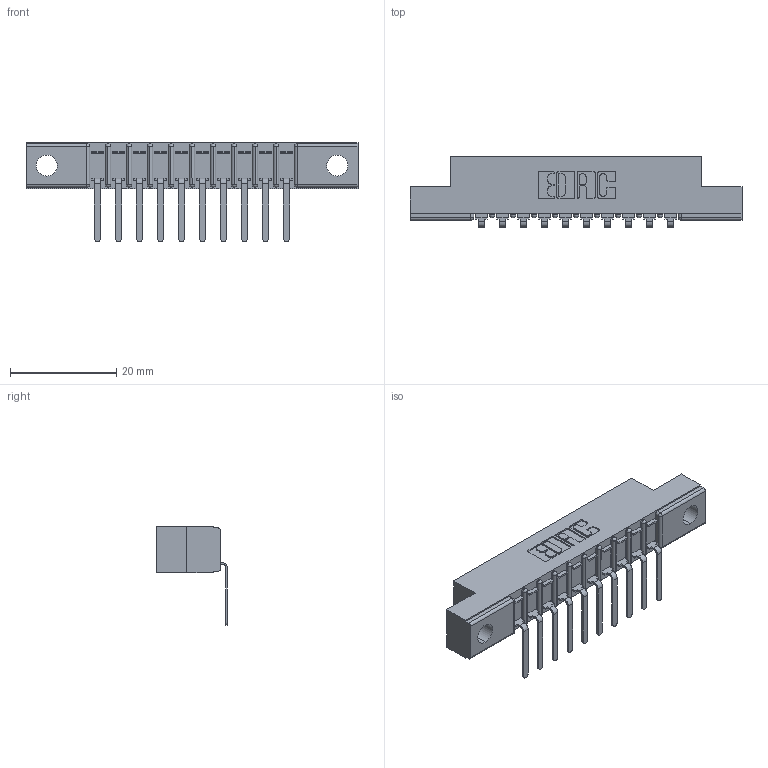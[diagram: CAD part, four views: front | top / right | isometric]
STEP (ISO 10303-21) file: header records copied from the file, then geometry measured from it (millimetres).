
FILE_DESCRIPTION (( 'STEP AP203' ), '1' );
FILE_NAME ('307-010-457-102.STEP', '2020-09-25T08:34:18', ( '' ), ( '' ), 'SwSTEP 2.0', 'SolidWorks 2020', '' );
FILE_SCHEMA (( 'CONFIG_CONTROL_DESIGN' ));
Length unit declared in the file: inch
Products named in the file (3): 307 Part_.128 Dia Mounting Holes; 307-010-457-102; 307-290-002_557
Assembly tree (11 placements, depth 2):
  307-010-457-102
    307 Part_.128 Dia Mounting Holes
    307-290-002_557  x10
Bounding box: 62.64 x 13.32 x 18.67 mm (x, y, z)
Volume: 4068 mm3; surface area: 6744.8 mm2
Topology: 11 solids, 11 shells, 909 faces, 2763 edges, 1810 vertices
Faces by surface type: plane 540, cylinder 347, sphere 22
Entity records: 13374 total; most frequent: CARTESIAN_POINT 2252, ORIENTED_EDGE 2242, DIRECTION 2203, EDGE_CURVE 1121, VECTOR 841, LINE 841, VERTEX_POINT 730, AXIS2_PLACEMENT_3D 681
